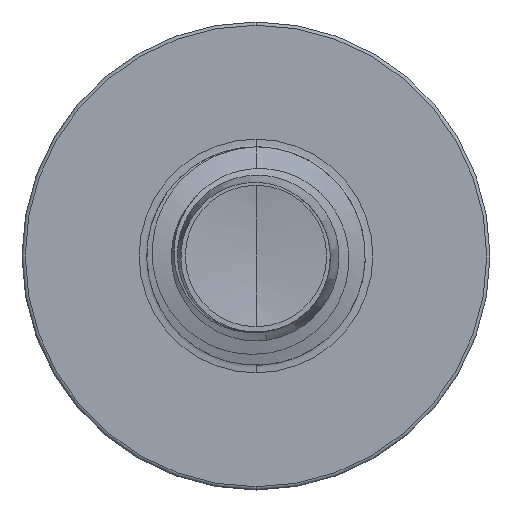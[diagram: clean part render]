
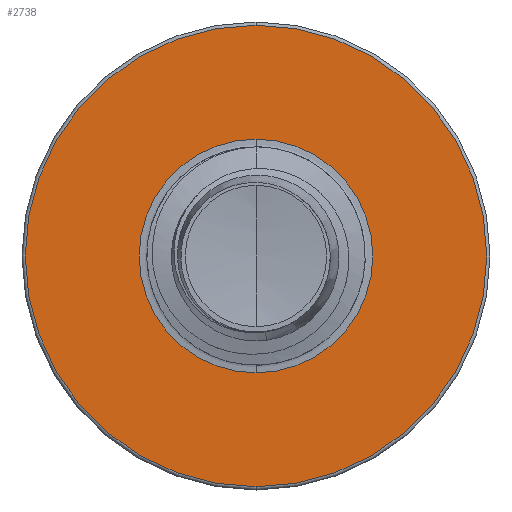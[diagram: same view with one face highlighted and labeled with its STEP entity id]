
A CAD part, front view. The second image highlights one B-rep face of the part: STEP entity #2738.
In plain terms, the highlighted planar face has unit normal (0, -1, 0).
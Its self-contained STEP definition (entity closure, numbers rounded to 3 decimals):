
#531 = DIRECTION ( 'NONE',  ( 0., 0., 1. ) ) ;
#552 = DIRECTION ( 'NONE',  ( 0., 1., 0. ) ) ;
#607 = CARTESIAN_POINT ( 'NONE',  ( 0., 5., -1.872 ) ) ;
#876 = CARTESIAN_POINT ( 'NONE',  ( 0., 5., -3.697 ) ) ;
#1186 = PLANE ( 'NONE',  #14808 ) ;
#1460 = ORIENTED_EDGE ( 'NONE', *, *, #10358, .F. ) ;
#2198 = FACE_BOUND ( 'NONE', #14915, .T. ) ;
#2564 = EDGE_LOOP ( 'NONE', ( #9515, #1460 ) ) ;
#2599 = ORIENTED_EDGE ( 'NONE', *, *, #5484, .T. ) ;
#2738 = ADVANCED_FACE ( 'NONE', ( #9974, #2198 ), #1186, .F. ) ;
#2834 = DIRECTION ( 'NONE',  ( 0., 1., 0. ) ) ;
#3070 = CARTESIAN_POINT ( 'NONE',  ( 0., 5., -1.872 ) ) ;
#5484 = EDGE_CURVE ( 'NONE', #7150, #12449, #8346, .T. ) ;
#5972 = CARTESIAN_POINT ( 'NONE',  ( 0., 5., 0. ) ) ;
#7150 = VERTEX_POINT ( 'NONE', #3070 ) ;
#7434 = DIRECTION ( 'NONE',  ( 0., 0., 1. ) ) ;
#7756 = VERTEX_POINT ( 'NONE', #876 ) ;
#7857 = DIRECTION ( 'NONE',  ( 0., 0., 1. ) ) ;
#7873 = DIRECTION ( 'NONE',  ( 0., 1., 0. ) ) ;
#7881 = CARTESIAN_POINT ( 'NONE',  ( 0., 5., 0. ) ) ;
#7951 = CIRCLE ( 'NONE', #15457, 1.872 ) ;
#8346 = CIRCLE ( 'NONE', #12579, 1.872 ) ;
#8921 = EDGE_CURVE ( 'NONE', #8933, #7756, #16013, .T. ) ;
#8933 = VERTEX_POINT ( 'NONE', #14670 ) ;
#8965 = CARTESIAN_POINT ( 'NONE',  ( 0., 5., 0. ) ) ;
#9515 = ORIENTED_EDGE ( 'NONE', *, *, #8921, .F. ) ;
#9974 = FACE_OUTER_BOUND ( 'NONE', #2564, .T. ) ;
#10268 = DIRECTION ( 'NONE',  ( 0., 0., 1. ) ) ;
#10335 = EDGE_CURVE ( 'NONE', #12449, #7150, #7951, .T. ) ;
#10358 = EDGE_CURVE ( 'NONE', #7756, #8933, #11663, .T. ) ;
#10825 = ORIENTED_EDGE ( 'NONE', *, *, #10335, .T. ) ;
#11269 = CARTESIAN_POINT ( 'NONE',  ( 0., 5., 0. ) ) ;
#11663 = CIRCLE ( 'NONE', #14774, 3.698 ) ;
#12373 = DIRECTION ( 'NONE',  ( 0., 0., 1. ) ) ;
#12449 = VERTEX_POINT ( 'NONE', #15016 ) ;
#12579 = AXIS2_PLACEMENT_3D ( 'NONE', #7881, #7873, #7857 ) ;
#14549 = DIRECTION ( 'NONE',  ( 0., 1., 0. ) ) ;
#14670 = CARTESIAN_POINT ( 'NONE',  ( 0., 5., 3.698 ) ) ;
#14774 = AXIS2_PLACEMENT_3D ( 'NONE', #5972, #14549, #7434 ) ;
#14808 = AXIS2_PLACEMENT_3D ( 'NONE', #607, #552, #531 ) ;
#14915 = EDGE_LOOP ( 'NONE', ( #10825, #2599 ) ) ;
#15016 = CARTESIAN_POINT ( 'NONE',  ( 0., 5., 1.872 ) ) ;
#15294 = AXIS2_PLACEMENT_3D ( 'NONE', #8965, #16723, #10268 ) ;
#15457 = AXIS2_PLACEMENT_3D ( 'NONE', #11269, #2834, #12373 ) ;
#16013 = CIRCLE ( 'NONE', #15294, 3.698 ) ;
#16723 = DIRECTION ( 'NONE',  ( 0., 1., 0. ) ) ;
